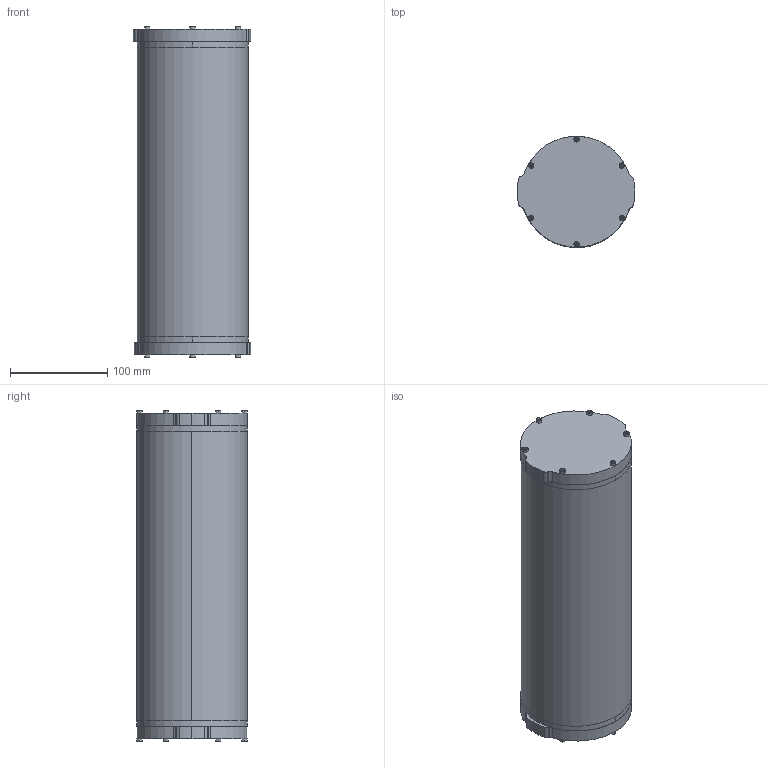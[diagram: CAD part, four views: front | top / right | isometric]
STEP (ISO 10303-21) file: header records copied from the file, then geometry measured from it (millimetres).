
FILE_DESCRIPTION (( 'STEP AP203' ), '1' );
FILE_NAME ('WTC-ASM-4-R2.STEP', '2015-07-13T02:48:41', ( 'rjehangir' ), ( '' ), 'SwSTEP 2.0', 'SolidWorks 2012', '' );
FILE_SCHEMA (( 'CONFIG_CONTROL_DESIGN' ));
Length unit declared in the file: inch
Products named in the file (1): WTC-ASM-4-R2
Bounding box: 121.16 x 114.3 x 341.85 mm (x, y, z)
Volume: 1029049.6 mm3; surface area: 328257 mm2
Topology: 19 solids, 19 shells, 576 faces, 1294 edges, 772 vertices
Faces by surface type: plane 218, cylinder 190, cone 124, torus 44
Entity records: 16045 total; most frequent: DIRECTION 3068, CARTESIAN_POINT 2619, ORIENTED_EDGE 2540, EDGE_CURVE 1270, AXIS2_PLACEMENT_3D 1221, VERTEX_POINT 772, EDGE_LOOP 694, CIRCLE 644
